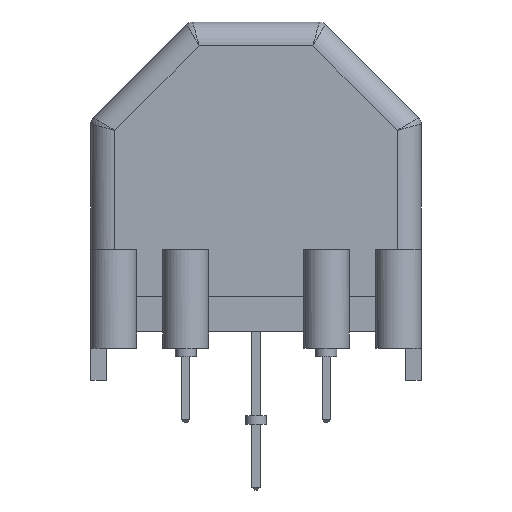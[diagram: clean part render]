
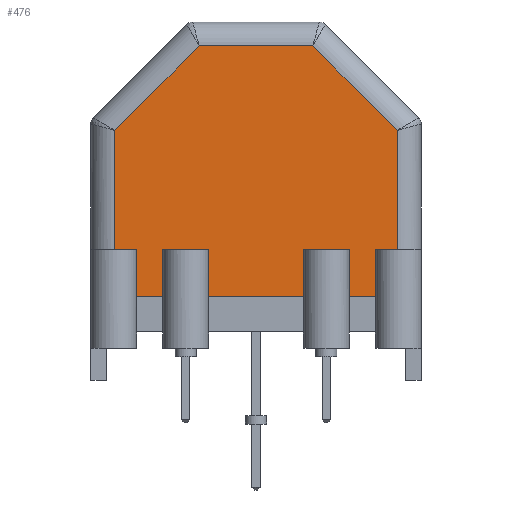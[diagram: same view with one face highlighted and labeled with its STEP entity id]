
A CAD part, left-side view. The second image highlights one B-rep face of the part: STEP entity #476.
In plain terms, the highlighted planar face has unit normal (-1, 0, 0).
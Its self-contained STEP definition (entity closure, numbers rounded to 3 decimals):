
#476 = ADVANCED_FACE( '', ( #1349 ), #1350, .F. );
#1349 = FACE_OUTER_BOUND( '', #9209, .T. );
#1350 = PLANE( '', #9210 );
#9209 = EDGE_LOOP( '', ( #18181, #18182, #18183, #18184, #18185, #18186, #18187, #18188, #18189, #18190, #18191, #18192, #18193, #18194, #18195, #18196, #18197, #18198 ) );
#9210 = AXIS2_PLACEMENT_3D( '', #18199, #18200, #18201 );
#18181 = ORIENTED_EDGE( '', *, *, #20913, .F. );
#18182 = ORIENTED_EDGE( '', *, *, #20914, .T. );
#18183 = ORIENTED_EDGE( '', *, *, #20915, .T. );
#18184 = ORIENTED_EDGE( '', *, *, #20916, .T. );
#18185 = ORIENTED_EDGE( '', *, *, #20917, .T. );
#18186 = ORIENTED_EDGE( '', *, *, #20918, .T. );
#18187 = ORIENTED_EDGE( '', *, *, #20919, .T. );
#18188 = ORIENTED_EDGE( '', *, *, #20920, .F. );
#18189 = ORIENTED_EDGE( '', *, *, #20921, .T. );
#18190 = ORIENTED_EDGE( '', *, *, #20922, .F. );
#18191 = ORIENTED_EDGE( '', *, *, #20923, .F. );
#18192 = ORIENTED_EDGE( '', *, *, #20924, .T. );
#18193 = ORIENTED_EDGE( '', *, *, #20925, .F. );
#18194 = ORIENTED_EDGE( '', *, *, #20926, .F. );
#18195 = ORIENTED_EDGE( '', *, *, #20927, .T. );
#18196 = ORIENTED_EDGE( '', *, *, #20928, .F. );
#18197 = ORIENTED_EDGE( '', *, *, #20929, .T. );
#18198 = ORIENTED_EDGE( '', *, *, #20930, .F. );
#18199 = CARTESIAN_POINT( '', ( -5.65, -11.75, 0. ) );
#18200 = DIRECTION( '', ( 1., 0., 0. ) );
#18201 = DIRECTION( '', ( 0., 1., 0. ) );
#20913 = EDGE_CURVE( '', #22217, #22218, #22219, .T. );
#20914 = EDGE_CURVE( '', #22217, #22220, #22221, .T. );
#20915 = EDGE_CURVE( '', #22220, #22222, #22223, .F. );
#20916 = EDGE_CURVE( '', #22222, #22224, #22225, .F. );
#20917 = EDGE_CURVE( '', #22224, #22226, #22227, .F. );
#20918 = EDGE_CURVE( '', #22226, #22228, #22229, .F. );
#20919 = EDGE_CURVE( '', #22228, #22230, #22231, .F. );
#20920 = EDGE_CURVE( '', #22232, #22230, #22233, .T. );
#20921 = EDGE_CURVE( '', #22232, #22234, #22235, .T. );
#20922 = EDGE_CURVE( '', #22236, #22234, #22237, .T. );
#20923 = EDGE_CURVE( '', #22238, #22236, #22239, .T. );
#20924 = EDGE_CURVE( '', #22238, #22240, #22241, .T. );
#20925 = EDGE_CURVE( '', #22242, #22240, #22243, .F. );
#20926 = EDGE_CURVE( '', #22244, #22242, #22245, .T. );
#20927 = EDGE_CURVE( '', #22244, #22246, #22247, .F. );
#20928 = EDGE_CURVE( '', #22248, #22246, #22249, .T. );
#20929 = EDGE_CURVE( '', #22248, #22250, #22251, .T. );
#20930 = EDGE_CURVE( '', #22218, #22250, #22252, .T. );
#22217 = VERTEX_POINT( '', #24952 );
#22218 = VERTEX_POINT( '', #24953 );
#22219 = LINE( '', #24954, #24955 );
#22220 = VERTEX_POINT( '', #24956 );
#22221 = LINE( '', #24957, #24958 );
#22222 = VERTEX_POINT( '', #24959 );
#22223 = LINE( '', #24960, #24961 );
#22224 = VERTEX_POINT( '', #24962 );
#22225 = LINE( '', #24963, #24964 );
#22226 = VERTEX_POINT( '', #24965 );
#22227 = LINE( '', #24966, #24967 );
#22228 = VERTEX_POINT( '', #24968 );
#22229 = LINE( '', #24969, #24970 );
#22230 = VERTEX_POINT( '', #24971 );
#22231 = LINE( '', #24972, #24973 );
#22232 = VERTEX_POINT( '', #24974 );
#22233 = LINE( '', #24975, #24976 );
#22234 = VERTEX_POINT( '', #24977 );
#22235 = LINE( '', #24978, #24979 );
#22236 = VERTEX_POINT( '', #24980 );
#22237 = LINE( '', #24981, #24982 );
#22238 = VERTEX_POINT( '', #24983 );
#22239 = LINE( '', #24984, #24985 );
#22240 = VERTEX_POINT( '', #24986 );
#22241 = LINE( '', #24987, #24988 );
#22242 = VERTEX_POINT( '', #24989 );
#22243 = LINE( '', #24990, #24991 );
#22244 = VERTEX_POINT( '', #24992 );
#22245 = LINE( '', #24993, #24994 );
#22246 = VERTEX_POINT( '', #24995 );
#22247 = LINE( '', #24996, #24997 );
#22248 = VERTEX_POINT( '', #24998 );
#22249 = LINE( '', #24999, #25000 );
#22250 = VERTEX_POINT( '', #25001 );
#22251 = LINE( '', #25002, #25003 );
#22252 = LINE( '', #25004, #25005 );
#24952 = CARTESIAN_POINT( '', ( -5.65, -8.671, 5.8 ) );
#24953 = CARTESIAN_POINT( '', ( -5.65, -8.671, 2.45 ) );
#24954 = CARTESIAN_POINT( '', ( -5.65, -8.671, 5.8 ) );
#24955 = VECTOR( '', #26703, 1000. );
#24956 = CARTESIAN_POINT( '', ( -5.65, -10.05, 5.8 ) );
#24957 = CARTESIAN_POINT( '', ( -5.65, -11.75, 5.8 ) );
#24958 = VECTOR( '', #26704, 1000. );
#24959 = CARTESIAN_POINT( '', ( -5.65, -10.05, 14.296 ) );
#24960 = CARTESIAN_POINT( '', ( -5.65, -10.05, 0. ) );
#24961 = VECTOR( '', #26705, 1000. );
#24962 = CARTESIAN_POINT( '', ( -5.65, -4.046, 20.3 ) );
#24963 = CARTESIAN_POINT( '', ( -5.65, -18.048, 6.298 ) );
#24964 = VECTOR( '', #26706, 1000. );
#24965 = CARTESIAN_POINT( '', ( -5.65, 4.046, 20.3 ) );
#24966 = CARTESIAN_POINT( '', ( -5.65, -11.75, 20.3 ) );
#24967 = VECTOR( '', #26707, 1000. );
#24968 = CARTESIAN_POINT( '', ( -5.65, 10.05, 14.296 ) );
#24969 = CARTESIAN_POINT( '', ( -5.65, 6.298, 18.048 ) );
#24970 = VECTOR( '', #26708, 1000. );
#24971 = CARTESIAN_POINT( '', ( -5.65, 10.05, 5.8 ) );
#24972 = CARTESIAN_POINT( '', ( -5.65, 10.05, 0. ) );
#24973 = VECTOR( '', #26709, 1000. );
#24974 = CARTESIAN_POINT( '', ( -5.65, 8.671, 5.8 ) );
#24975 = CARTESIAN_POINT( '', ( -5.65, -11.75, 5.8 ) );
#24976 = VECTOR( '', #26710, 1000. );
#24977 = CARTESIAN_POINT( '', ( -5.65, 8.671, 2.45 ) );
#24978 = CARTESIAN_POINT( '', ( -5.65, 8.671, 5.8 ) );
#24979 = VECTOR( '', #26711, 1000. );
#24980 = CARTESIAN_POINT( '', ( -5.65, 6.454, 2.45 ) );
#24981 = CARTESIAN_POINT( '', ( -5.65, -10.05, 2.45 ) );
#24982 = VECTOR( '', #26712, 1000. );
#24983 = CARTESIAN_POINT( '', ( -5.65, 6.454, 5.8 ) );
#24984 = CARTESIAN_POINT( '', ( -5.65, 6.454, 5.8 ) );
#24985 = VECTOR( '', #26713, 1000. );
#24986 = CARTESIAN_POINT( '', ( -5.65, 3.546, 5.8 ) );
#24987 = CARTESIAN_POINT( '', ( -5.65, -11.75, 5.8 ) );
#24988 = VECTOR( '', #26714, 1000. );
#24989 = CARTESIAN_POINT( '', ( -5.65, 3.546, 2.45 ) );
#24990 = CARTESIAN_POINT( '', ( -5.65, 3.546, 5.8 ) );
#24991 = VECTOR( '', #26715, 1000. );
#24992 = CARTESIAN_POINT( '', ( -5.65, -3.546, 2.45 ) );
#24993 = CARTESIAN_POINT( '', ( -5.65, -10.05, 2.45 ) );
#24994 = VECTOR( '', #26716, 1000. );
#24995 = CARTESIAN_POINT( '', ( -5.65, -3.546, 5.8 ) );
#24996 = CARTESIAN_POINT( '', ( -5.65, -3.546, 5.8 ) );
#24997 = VECTOR( '', #26717, 1000. );
#24998 = CARTESIAN_POINT( '', ( -5.65, -6.454, 5.8 ) );
#24999 = CARTESIAN_POINT( '', ( -5.65, -11.75, 5.8 ) );
#25000 = VECTOR( '', #26718, 1000. );
#25001 = CARTESIAN_POINT( '', ( -5.65, -6.454, 2.45 ) );
#25002 = CARTESIAN_POINT( '', ( -5.65, -6.454, 5.8 ) );
#25003 = VECTOR( '', #26719, 1000. );
#25004 = CARTESIAN_POINT( '', ( -5.65, -10.05, 2.45 ) );
#25005 = VECTOR( '', #26720, 1000. );
#26703 = DIRECTION( '', ( 0., 0., -1. ) );
#26704 = DIRECTION( '', ( 0., -1., 0. ) );
#26705 = DIRECTION( '', ( 0., 0., -1. ) );
#26706 = DIRECTION( '', ( 0., -0.707, -0.707 ) );
#26707 = DIRECTION( '', ( 0., -1., 0. ) );
#26708 = DIRECTION( '', ( 0., -0.707, 0.707 ) );
#26709 = DIRECTION( '', ( 0., 0., 1. ) );
#26710 = DIRECTION( '', ( 0., 1., 0. ) );
#26711 = DIRECTION( '', ( 0., 0., -1. ) );
#26712 = DIRECTION( '', ( 0., 1., 0. ) );
#26713 = DIRECTION( '', ( 0., 0., -1. ) );
#26714 = DIRECTION( '', ( 0., -1., 0. ) );
#26715 = DIRECTION( '', ( 0., 0., -1. ) );
#26716 = DIRECTION( '', ( 0., 1., 0. ) );
#26717 = DIRECTION( '', ( 0., 0., -1. ) );
#26718 = DIRECTION( '', ( 0., 1., 0. ) );
#26719 = DIRECTION( '', ( 0., 0., -1. ) );
#26720 = DIRECTION( '', ( 0., 1., 0. ) );
